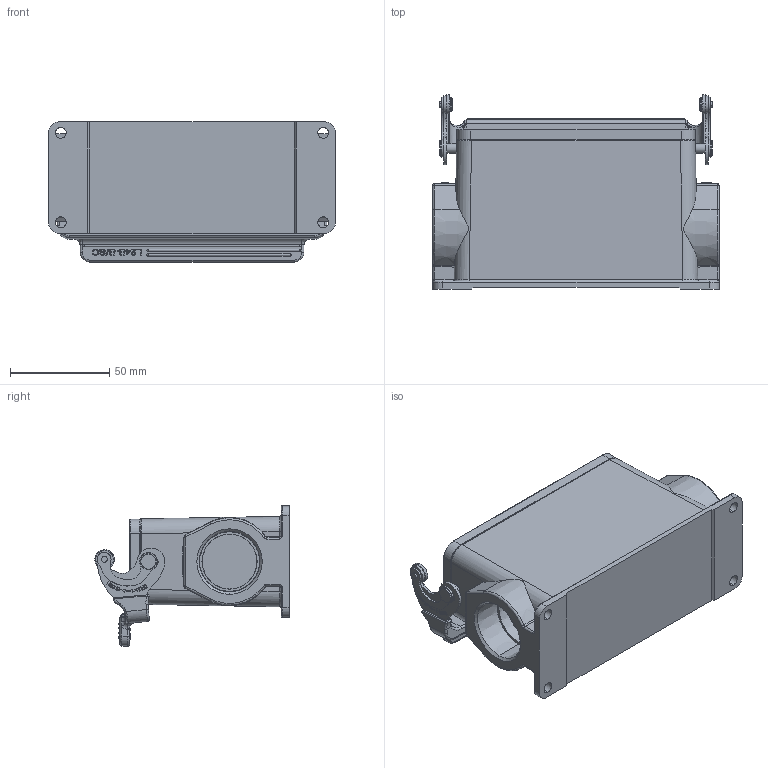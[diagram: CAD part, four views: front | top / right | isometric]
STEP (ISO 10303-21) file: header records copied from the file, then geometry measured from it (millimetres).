
FILE_DESCRIPTION(/* description */ (''),/* implementation_level */ '2;1');
FILE_NAME(/* name */ '3D_1110242215012_H24B-SFH-1L_SC-PG29_V1.1.stp',/* time_stamp */ '2024-02-05T16:34:53+08:00',/* author */ (''),/* organization */ (''),/* preprocessor_version */ 'ST-DEVELOPER v18.1',/* originating_system */ 'SIEMENS PLM Software NX 1980',/* authorisation */ '');
FILE_SCHEMA (('TECHNICAL_DATA_PACKAGING'));
Length unit declared in the file: millimetre
Products named in the file (1): 3D_1110242215012_H24B-SFH-1L_SC-PG29_V1.0_stp
Bounding box: 144 x 97.77 x 70.48 mm (x, y, z)
Volume: 193838.1 mm3; surface area: 82219.7 mm2
Topology: 1 solids, 17 shells, 1238 faces, 3259 edges, 2122 vertices
Faces by surface type: plane 544, cylinder 498, torus 63, cone 42, extrusion 40, bspline 36, sphere 15
Entity records: 45023 total; most frequent: CARTESIAN_POINT 13486, ORIENTED_EDGE 6482, DIRECTION 5075, EDGE_CURVE 3241, VERTEX_POINT 2122, AXIS2_PLACEMENT_3D 1812, VECTOR 1451, LINE 1411
